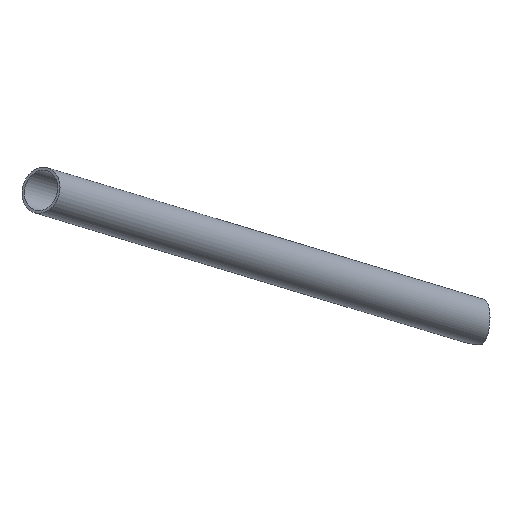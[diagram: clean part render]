
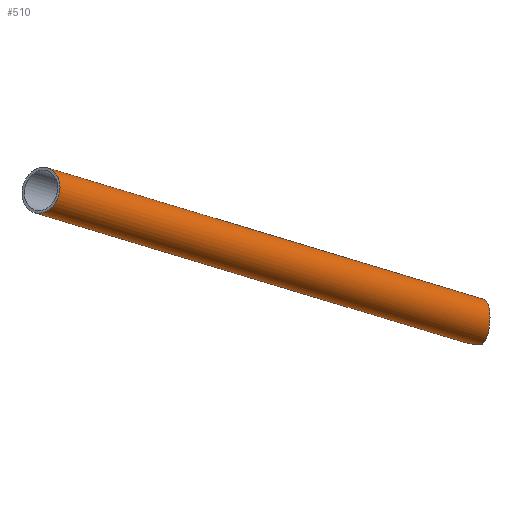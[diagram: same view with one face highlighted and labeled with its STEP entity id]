
A CAD part, top view. The second image highlights one B-rep face of the part: STEP entity #510.
In plain terms, the highlighted cylindrical face has radius 12.5 mm (diameter 25 mm), a partial arc.
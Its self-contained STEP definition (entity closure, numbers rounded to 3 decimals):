
#57=CARTESIAN_POINT('Axis2P3D Location',(-589.706,-167.109,482.327)) ;
#61=CARTESIAN_POINT('Vertex',(-593.289,-179.085,482.327)) ;
#63=CARTESIAN_POINT('Vertex',(-586.124,-155.134,482.327)) ;
#104=CARTESIAN_POINT('Vertex',(-354.324,-248.85,167.434)) ;
#162=CARTESIAN_POINT('Vertex',(-352.874,-224.904,164.394)) ;
#166=CARTESIAN_POINT('Control Point',(-352.874,-224.904,164.394)) ;
#167=CARTESIAN_POINT('Control Point',(-352.613,-224.982,165.591)) ;
#168=CARTESIAN_POINT('Control Point',(-352.311,-225.165,166.772)) ;
#169=CARTESIAN_POINT('Control Point',(-352.012,-225.456,167.932)) ;
#170=CARTESIAN_POINT('Control Point',(-351.497,-226.162,169.887)) ;
#171=CARTESIAN_POINT('Control Point',(-351.023,-227.226,171.676)) ;
#172=CARTESIAN_POINT('Control Point',(-350.834,-227.743,172.397)) ;
#173=CARTESIAN_POINT('Control Point',(-350.432,-229.093,173.954)) ;
#174=CARTESIAN_POINT('Control Point',(-350.133,-230.776,175.186)) ;
#175=CARTESIAN_POINT('Control Point',(-350.006,-231.832,175.753)) ;
#176=CARTESIAN_POINT('Control Point',(-349.816,-234.652,176.771)) ;
#177=CARTESIAN_POINT('Control Point',(-349.951,-237.695,176.751)) ;
#178=CARTESIAN_POINT('Control Point',(-350.154,-239.473,176.349)) ;
#179=CARTESIAN_POINT('Control Point',(-350.595,-241.963,175.302)) ;
#180=CARTESIAN_POINT('Control Point',(-351.21,-244.093,173.74)) ;
#181=CARTESIAN_POINT('Control Point',(-351.438,-244.772,173.158)) ;
#182=CARTESIAN_POINT('Control Point',(-351.878,-245.908,172.036)) ;
#183=CARTESIAN_POINT('Control Point',(-352.388,-246.888,170.802)) ;
#184=CARTESIAN_POINT('Control Point',(-352.63,-247.292,170.238)) ;
#185=CARTESIAN_POINT('Control Point',(-353.044,-247.884,169.314)) ;
#186=CARTESIAN_POINT('Control Point',(-353.564,-248.386,168.392)) ;
#187=CARTESIAN_POINT('Control Point',(-353.778,-248.56,168.052)) ;
#188=CARTESIAN_POINT('Control Point',(-354.025,-248.718,167.723)) ;
#189=CARTESIAN_POINT('Control Point',(-354.324,-248.85,167.434)) ;
#409=CARTESIAN_POINT('Line Origine',(-475.695,-214.26,322.041)) ;
#413=CARTESIAN_POINT('Vertex',(-364.724,-247.454,170.781)) ;
#416=CARTESIAN_POINT('Line Origine',(-468.53,-190.308,322.041)) ;
#481=CARTESIAN_POINT('Axis2P3D Location',(-472.113,-202.284,322.041)) ;
#487=CARTESIAN_POINT('Control Point',(-354.324,-248.85,167.434)) ;
#488=CARTESIAN_POINT('Control Point',(-354.698,-248.936,167.324)) ;
#489=CARTESIAN_POINT('Control Point',(-355.098,-248.99,167.275)) ;
#490=CARTESIAN_POINT('Control Point',(-355.508,-249.011,167.298)) ;
#491=CARTESIAN_POINT('Control Point',(-356.347,-249.017,167.422)) ;
#492=CARTESIAN_POINT('Control Point',(-357.161,-248.963,167.658)) ;
#493=CARTESIAN_POINT('Control Point',(-357.58,-248.925,167.796)) ;
#494=CARTESIAN_POINT('Control Point',(-358.329,-248.841,168.063)) ;
#495=CARTESIAN_POINT('Control Point',(-359.067,-248.735,168.353)) ;
#496=CARTESIAN_POINT('Control Point',(-359.392,-248.685,168.485)) ;
#497=CARTESIAN_POINT('Control Point',(-360.671,-248.47,169.012)) ;
#498=CARTESIAN_POINT('Control Point',(-361.932,-248.204,169.561)) ;
#499=CARTESIAN_POINT('Control Point',(-362.868,-247.98,169.971)) ;
#500=CARTESIAN_POINT('Control Point',(-363.799,-247.73,170.379)) ;
#501=CARTESIAN_POINT('Control Point',(-364.724,-247.454,170.781)) ;
#58=DIRECTION('Axis2P3D Direction',(-0.582,0.174,0.794)) ;
#410=DIRECTION('Vector Direction',(-0.582,0.174,0.794)) ;
#417=DIRECTION('Vector Direction',(-0.582,0.174,0.794)) ;
#482=DIRECTION('Axis2P3D Direction',(-0.582,0.174,0.794)) ;
#483=DIRECTION('Axis2P3D XDirection',(-0.287,-0.958,0.)) ;
#59=AXIS2_PLACEMENT_3D('Circle Axis2P3D',#57,#58,$) ;
#484=AXIS2_PLACEMENT_3D('Cylinder Axis2P3D',#481,#482,#483) ;
#504=ORIENTED_EDGE('',*,*,#190,.F.) ;
#505=ORIENTED_EDGE('',*,*,#420,.T.) ;
#506=ORIENTED_EDGE('',*,*,#65,.F.) ;
#507=ORIENTED_EDGE('',*,*,#415,.F.) ;
#508=ORIENTED_EDGE('',*,*,#502,.F.) ;
#411=VECTOR('Line Direction',#410,1.) ;
#418=VECTOR('Line Direction',#417,1.) ;
#510=ADVANCED_FACE('PartBody',(#509),#485,.T.) ;
#165=B_SPLINE_CURVE_WITH_KNOTS('',5,(#166,#167,#168,#169,#170,#171,#172,#173,#174,#175,#176,#177,#178,#179,#180,#181,#182,#183,#184,#185,#186,#187,#188,#189),.UNSPECIFIED.,.F.,.U.,(6,3,3,3,3,3,3,6),(0.,8.677,15.052,23.455,36.066,42.564,47.756,50.838),.UNSPECIFIED.) ;
#486=B_SPLINE_CURVE_WITH_KNOTS('',5,(#487,#488,#489,#490,#491,#492,#493,#494,#495,#496,#497,#498,#499,#500,#501),.UNSPECIFIED.,.F.,.U.,(6,3,3,3,6),(0.588,3.419,6.571,9.074,16.47),.UNSPECIFIED.) ;
#60=CIRCLE('generated circle',#59,12.5) ;
#485=CYLINDRICAL_SURFACE('generated cylinder',#484,12.5) ;
#65=EDGE_CURVE('',#62,#64,#60,.T.) ;
#190=EDGE_CURVE('',#163,#105,#165,.T.) ;
#415=EDGE_CURVE('',#414,#62,#412,.T.) ;
#420=EDGE_CURVE('',#163,#64,#419,.T.) ;
#502=EDGE_CURVE('',#105,#414,#486,.T.) ;
#503=EDGE_LOOP('',(#504,#505,#506,#507,#508)) ;
#509=FACE_OUTER_BOUND('',#503,.T.) ;
#412=LINE('Line',#409,#411) ;
#419=LINE('Line',#416,#418) ;
#62=VERTEX_POINT('',#61) ;
#64=VERTEX_POINT('',#63) ;
#105=VERTEX_POINT('',#104) ;
#163=VERTEX_POINT('',#162) ;
#414=VERTEX_POINT('',#413) ;
